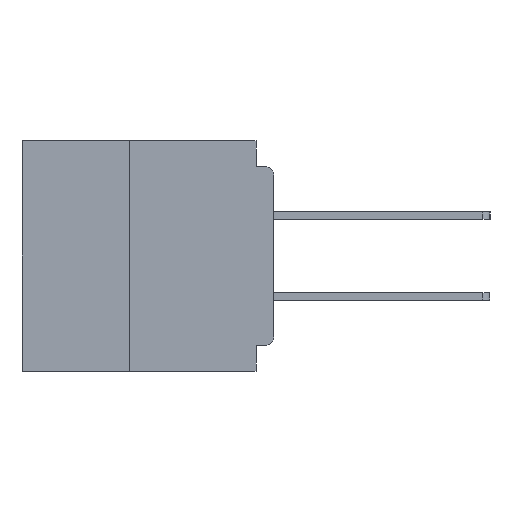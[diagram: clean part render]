
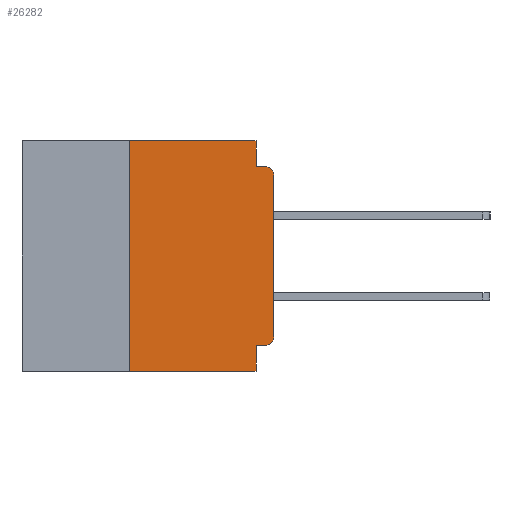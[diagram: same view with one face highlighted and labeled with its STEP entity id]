
A CAD part, left-side view. The second image highlights one B-rep face of the part: STEP entity #26282.
In plain terms, the highlighted planar face has unit normal (-1, 0, 0).
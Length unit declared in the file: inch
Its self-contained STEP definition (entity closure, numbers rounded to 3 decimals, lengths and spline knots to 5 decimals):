
#641 = VECTOR ( 'NONE', #8307, 39.37008 ) ;
#1419 = DIRECTION ( 'NONE',  ( 0., 0., 1. ) ) ;
#1769 = VECTOR ( 'NONE', #16475, 39.37008 ) ;
#2506 = CARTESIAN_POINT ( 'NONE',  ( 0., 0.031, -0.4 ) ) ;
#2558 = DIRECTION ( 'NONE',  ( 0., 1., 0. ) ) ;
#3041 = VECTOR ( 'NONE', #2558, 39.37008 ) ;
#3344 = DIRECTION ( 'NONE',  ( -1., 0., 0. ) ) ;
#3367 = EDGE_CURVE ( 'NONE', #35738, #40582, #17415, .T. ) ;
#4521 = CARTESIAN_POINT ( 'NONE',  ( 0., 0., 0. ) ) ;
#4665 = DIRECTION ( 'NONE',  ( 0., 0., 1. ) ) ;
#4845 = CARTESIAN_POINT ( 'NONE',  ( 0., 0.437, 0. ) ) ;
#5698 = CARTESIAN_POINT ( 'NONE',  ( 0., 0.031, 0. ) ) ;
#5902 = LINE ( 'NONE', #4521, #41617 ) ;
#6081 = VERTEX_POINT ( 'NONE', #42549 ) ;
#6211 = VERTEX_POINT ( 'NONE', #36716 ) ;
#8307 = DIRECTION ( 'NONE',  ( 0., -1., 0. ) ) ;
#9239 = CARTESIAN_POINT ( 'NONE',  ( 0., 0., -0.045 ) ) ;
#9663 = ORIENTED_EDGE ( 'NONE', *, *, #18919, .T. ) ;
#9922 = DIRECTION ( 'NONE',  ( 0., -1., 0. ) ) ;
#13002 = CARTESIAN_POINT ( 'NONE',  ( 0., 0.031, 0. ) ) ;
#13742 = DIRECTION ( 'NONE',  ( 1., 0., 0. ) ) ;
#14345 = DIRECTION ( 'NONE',  ( -1., 0., 0. ) ) ;
#14542 = ORIENTED_EDGE ( 'NONE', *, *, #39878, .F. ) ;
#14923 = CARTESIAN_POINT ( 'NONE',  ( 0., 0., -0.06 ) ) ;
#16475 = DIRECTION ( 'NONE',  ( 0., 0., -1. ) ) ;
#16761 = ORIENTED_EDGE ( 'NONE', *, *, #3367, .F. ) ;
#16949 = CARTESIAN_POINT ( 'NONE',  ( 0., 0.031, -0.045 ) ) ;
#17079 = CARTESIAN_POINT ( 'NONE',  ( 0., 0.437, 0. ) ) ;
#17415 = LINE ( 'NONE', #34208, #34766 ) ;
#17573 = VERTEX_POINT ( 'NONE', #16949 ) ;
#18757 = EDGE_CURVE ( 'NONE', #17573, #28638, #26614, .T. ) ;
#18919 = EDGE_CURVE ( 'NONE', #36524, #28638, #37391, .T. ) ;
#19126 = EDGE_CURVE ( 'NONE', #19932, #6211, #38993, .T. ) ;
#19545 = VECTOR ( 'NONE', #33513, 39.37008 ) ;
#19932 = VERTEX_POINT ( 'NONE', #29860 ) ;
#22554 = VERTEX_POINT ( 'NONE', #37406 ) ;
#22683 = EDGE_LOOP ( 'NONE', ( #36247, #9663, #32693, #23163, #14542, #43648, #42862, #16761, #33321, #28413 ) ) ;
#23143 = EDGE_CURVE ( 'NONE', #33483, #17573, #29443, .T. ) ;
#23163 = ORIENTED_EDGE ( 'NONE', *, *, #23143, .F. ) ;
#23442 = LINE ( 'NONE', #27226, #31541 ) ;
#23907 = AXIS2_PLACEMENT_3D ( 'NONE', #24141, #3344, #27599 ) ;
#24141 = CARTESIAN_POINT ( 'NONE',  ( 0., 0.015, -0.06 ) ) ;
#25731 = CARTESIAN_POINT ( 'NONE',  ( 0., 0.25, -0.4 ) ) ;
#26002 = EDGE_CURVE ( 'NONE', #6081, #36524, #5902, .T. ) ;
#26282 = ADVANCED_FACE ( 'NONE', ( #30846 ), #34501, .F. ) ;
#26379 = EDGE_CURVE ( 'NONE', #22554, #6081, #43678, .T. ) ;
#26614 = LINE ( 'NONE', #9239, #19545 ) ;
#27226 = CARTESIAN_POINT ( 'NONE',  ( 0., 0.437, -0.4 ) ) ;
#27599 = DIRECTION ( 'NONE',  ( 0., 0., -1. ) ) ;
#28413 = ORIENTED_EDGE ( 'NONE', *, *, #26379, .T. ) ;
#28638 = VERTEX_POINT ( 'NONE', #42156 ) ;
#29443 = LINE ( 'NONE', #13002, #1769 ) ;
#29860 = CARTESIAN_POINT ( 'NONE',  ( 0., 0.25, -0.4 ) ) ;
#30846 = FACE_OUTER_BOUND ( 'NONE', #22683, .T. ) ;
#31541 = VECTOR ( 'NONE', #9922, 39.37008 ) ;
#32510 = AXIS2_PLACEMENT_3D ( 'NONE', #17079, #13742, #37963 ) ;
#32693 = ORIENTED_EDGE ( 'NONE', *, *, #18757, .F. ) ;
#32992 = EDGE_CURVE ( 'NONE', #22554, #35738, #38798, .T. ) ;
#33321 = ORIENTED_EDGE ( 'NONE', *, *, #32992, .F. ) ;
#33483 = VERTEX_POINT ( 'NONE', #5698 ) ;
#33513 = DIRECTION ( 'NONE',  ( 0., -1., 0. ) ) ;
#34208 = CARTESIAN_POINT ( 'NONE',  ( 0., 0.031, -0.4 ) ) ;
#34501 = PLANE ( 'NONE',  #32510 ) ;
#34652 = DIRECTION ( 'NONE',  ( 0., 0., -1. ) ) ;
#34766 = VECTOR ( 'NONE', #34652, 39.37008 ) ;
#34815 = AXIS2_PLACEMENT_3D ( 'NONE', #35102, #14345, #38560 ) ;
#35102 = CARTESIAN_POINT ( 'NONE',  ( 0., 0.015, -0.34 ) ) ;
#35738 = VERTEX_POINT ( 'NONE', #37201 ) ;
#36247 = ORIENTED_EDGE ( 'NONE', *, *, #26002, .T. ) ;
#36524 = VERTEX_POINT ( 'NONE', #14923 ) ;
#36716 = CARTESIAN_POINT ( 'NONE',  ( 0., 0.25, 0. ) ) ;
#36816 = VECTOR ( 'NONE', #1419, 39.37008 ) ;
#37201 = CARTESIAN_POINT ( 'NONE',  ( 0., 0.031, -0.355 ) ) ;
#37391 = CIRCLE ( 'NONE', #23907, 0.015 ) ;
#37406 = CARTESIAN_POINT ( 'NONE',  ( 0., 0.015, -0.355 ) ) ;
#37541 = LINE ( 'NONE', #4845, #641 ) ;
#37963 = DIRECTION ( 'NONE',  ( 0., 0., -1. ) ) ;
#38560 = DIRECTION ( 'NONE',  ( 0., 0., -1. ) ) ;
#38798 = LINE ( 'NONE', #43924, #3041 ) ;
#38993 = LINE ( 'NONE', #25731, #36816 ) ;
#39878 = EDGE_CURVE ( 'NONE', #6211, #33483, #37541, .T. ) ;
#40582 = VERTEX_POINT ( 'NONE', #2506 ) ;
#40656 = EDGE_CURVE ( 'NONE', #19932, #40582, #23442, .T. ) ;
#41617 = VECTOR ( 'NONE', #4665, 39.37008 ) ;
#42156 = CARTESIAN_POINT ( 'NONE',  ( 0., 0.015, -0.045 ) ) ;
#42549 = CARTESIAN_POINT ( 'NONE',  ( 0., 0., -0.34 ) ) ;
#42862 = ORIENTED_EDGE ( 'NONE', *, *, #40656, .T. ) ;
#43648 = ORIENTED_EDGE ( 'NONE', *, *, #19126, .F. ) ;
#43678 = CIRCLE ( 'NONE', #34815, 0.015 ) ;
#43924 = CARTESIAN_POINT ( 'NONE',  ( 0., 0., -0.355 ) ) ;
